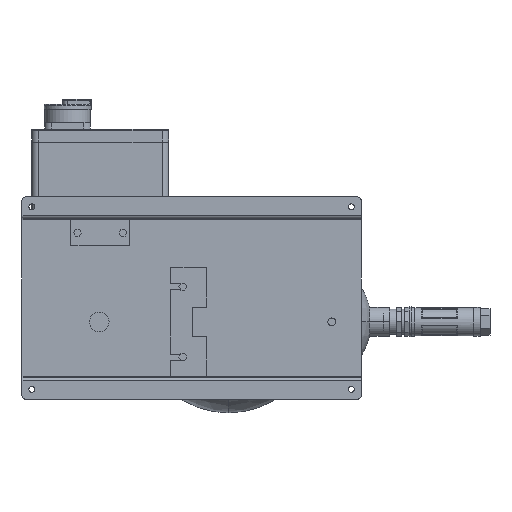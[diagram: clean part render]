
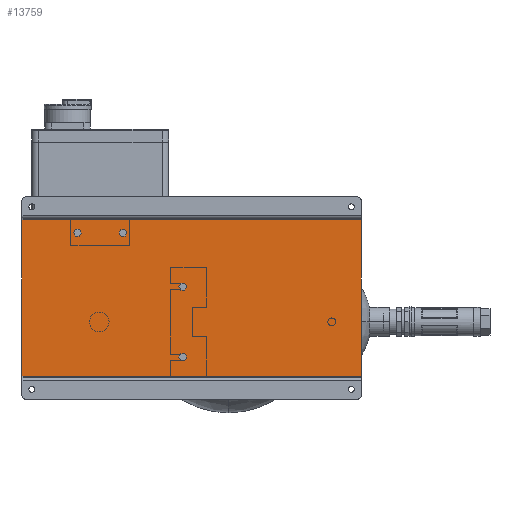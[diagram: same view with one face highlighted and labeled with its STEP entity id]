
A CAD part, front view. The second image highlights one B-rep face of the part: STEP entity #13759.
In plain terms, the highlighted planar face has unit normal (0, -1, 0).
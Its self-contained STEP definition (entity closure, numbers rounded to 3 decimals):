
#145 = VERTEX_POINT ( 'NONE', #27298 ) ;
#1303 = CARTESIAN_POINT ( 'NONE',  ( 260., 52., 120. ) ) ;
#2915 = DIRECTION ( 'NONE',  ( -1., 0., 0. ) ) ;
#4831 = FACE_OUTER_BOUND ( 'NONE', #40650, .T. ) ;
#5833 = VECTOR ( 'NONE', #34233, 1000. ) ;
#9062 = ORIENTED_EDGE ( 'NONE', *, *, #17215, .F. ) ;
#9113 = DIRECTION ( 'NONE',  ( 0., 0., 1. ) ) ;
#11329 = CARTESIAN_POINT ( 'NONE',  ( 260., 52., -120. ) ) ;
#11963 = DIRECTION ( 'NONE',  ( 0., 1., 0. ) ) ;
#13617 = VECTOR ( 'NONE', #40477, 1000. ) ;
#13759 = ADVANCED_FACE ( 'NONE', ( #4831 ), #27942, .F. ) ;
#14017 = AXIS2_PLACEMENT_3D ( 'NONE', #41578, #11963, #9113 ) ;
#14575 = LINE ( 'NONE', #14804, #5833 ) ;
#14664 = EDGE_CURVE ( 'NONE', #21348, #145, #31385, .T. ) ;
#14804 = CARTESIAN_POINT ( 'NONE',  ( 260., 52., 120. ) ) ;
#14964 = CARTESIAN_POINT ( 'NONE',  ( -260., 52., -120. ) ) ;
#16490 = ORIENTED_EDGE ( 'NONE', *, *, #14664, .T. ) ;
#16994 = EDGE_CURVE ( 'NONE', #28237, #24484, #25217, .T. ) ;
#17060 = CARTESIAN_POINT ( 'NONE',  ( -260., 52., 120. ) ) ;
#17215 = EDGE_CURVE ( 'NONE', #24484, #145, #19331, .T. ) ;
#17692 = ORIENTED_EDGE ( 'NONE', *, *, #20884, .T. ) ;
#18291 = VECTOR ( 'NONE', #27902, 1000. ) ;
#19331 = LINE ( 'NONE', #32517, #38512 ) ;
#20884 = EDGE_CURVE ( 'NONE', #28237, #21348, #14575, .T. ) ;
#21235 = CARTESIAN_POINT ( 'NONE',  ( 260., 52., 120. ) ) ;
#21348 = VERTEX_POINT ( 'NONE', #17060 ) ;
#24484 = VERTEX_POINT ( 'NONE', #11329 ) ;
#25217 = LINE ( 'NONE', #1303, #13617 ) ;
#27298 = CARTESIAN_POINT ( 'NONE',  ( -260., 52., -120. ) ) ;
#27902 = DIRECTION ( 'NONE',  ( 0., 0., -1. ) ) ;
#27942 = PLANE ( 'NONE',  #14017 ) ;
#28237 = VERTEX_POINT ( 'NONE', #21235 ) ;
#31385 = LINE ( 'NONE', #14964, #18291 ) ;
#32517 = CARTESIAN_POINT ( 'NONE',  ( 260., 52., -120. ) ) ;
#33899 = ORIENTED_EDGE ( 'NONE', *, *, #16994, .F. ) ;
#34233 = DIRECTION ( 'NONE',  ( -1., 0., 0. ) ) ;
#38512 = VECTOR ( 'NONE', #2915, 1000. ) ;
#40477 = DIRECTION ( 'NONE',  ( 0., 0., -1. ) ) ;
#40650 = EDGE_LOOP ( 'NONE', ( #16490, #9062, #33899, #17692 ) ) ;
#41578 = CARTESIAN_POINT ( 'NONE',  ( 260., 52., -120. ) ) ;
